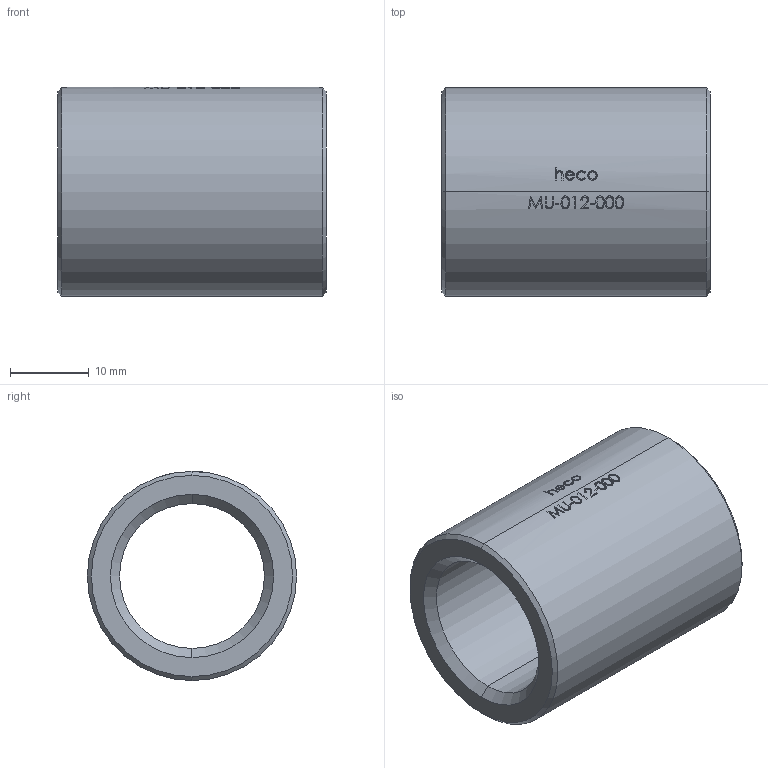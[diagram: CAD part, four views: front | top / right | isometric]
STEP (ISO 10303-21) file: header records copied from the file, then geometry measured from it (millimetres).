
FILE_DESCRIPTION (( 'STEP AP214' ), '1' );
FILE_NAME ('MU-012-000-x Muffe heco.STEP', '2018-05-16T13:11:59', ( '' ), ( '' ), 'SwSTEP 2.0', 'SolidWorks 2016', '' );
FILE_SCHEMA (( 'AUTOMOTIVE_DESIGN' ));
Length unit declared in the file: millimetre
Products named in the file (1): MU-012-000-x Muffe heco
Bounding box: 34 x 26.5 x 26.5 mm (x, y, z)
Volume: 9649.5 mm3; surface area: 5244.3 mm2
Topology: 1 solids, 1 shells, 170 faces, 436 edges, 288 vertices
Faces by surface type: bspline 98, plane 40, cylinder 24, cone 8
Entity records: 16140 total; most frequent: CARTESIAN_POINT 11173, ORIENTED_EDGE 872, EDGE_CURVE 436, DIRECTION 322, B_SPLINE_CURVE_WITH_KNOTS 308, VERTEX_POINT 288, EDGE_LOOP 192, FACE_OUTER_BOUND 170
